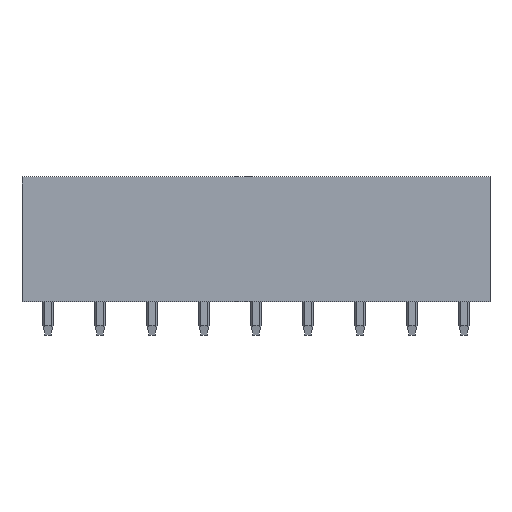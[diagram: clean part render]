
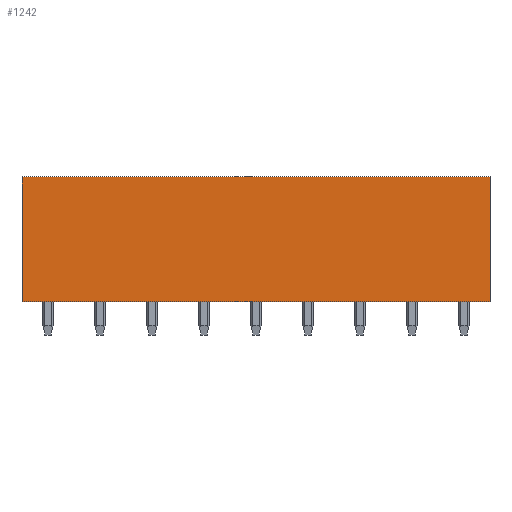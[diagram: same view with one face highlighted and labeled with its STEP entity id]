
A CAD part, front view. The second image highlights one B-rep face of the part: STEP entity #1242.
In plain terms, the highlighted planar face has unit normal (0, -1, 0).
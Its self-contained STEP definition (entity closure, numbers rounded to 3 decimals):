
#1222=AXIS2_PLACEMENT_3D('Plane Axis2P3D',#1219,#1220,#1221) ;
#820=CARTESIAN_POINT('Vertex',(45.,0.,15.2)) ;
#823=CARTESIAN_POINT('Line Origine',(45.,0.,9.2)) ;
#827=CARTESIAN_POINT('Vertex',(45.,0.,3.2)) ;
#1204=CARTESIAN_POINT('Vertex',(0.,0.,15.2)) ;
#1207=CARTESIAN_POINT('Line Origine',(22.5,0.,15.2)) ;
#1219=CARTESIAN_POINT('Axis2P3D Location',(0.,0.,3.2)) ;
#1224=CARTESIAN_POINT('Line Origine',(0.,0.,9.2)) ;
#1228=CARTESIAN_POINT('Vertex',(0.,0.,3.2)) ;
#1231=CARTESIAN_POINT('Line Origine',(22.5,0.,3.2)) ;
#824=DIRECTION('Vector Direction',(0.,0.,1.)) ;
#1208=DIRECTION('Vector Direction',(1.,0.,0.)) ;
#1220=DIRECTION('Axis2P3D Direction',(0.,1.,0.)) ;
#1221=DIRECTION('Axis2P3D XDirection',(0.,0.,1.)) ;
#1225=DIRECTION('Vector Direction',(0.,0.,1.)) ;
#1232=DIRECTION('Vector Direction',(1.,0.,0.)) ;
#825=VECTOR('Line Direction',#824,1.) ;
#1209=VECTOR('Line Direction',#1208,1.) ;
#1226=VECTOR('Line Direction',#1225,1.) ;
#1233=VECTOR('Line Direction',#1232,1.) ;
#1237=ORIENTED_EDGE('',*,*,#829,.T.) ;
#1238=ORIENTED_EDGE('',*,*,#1211,.F.) ;
#1239=ORIENTED_EDGE('',*,*,#1230,.F.) ;
#1240=ORIENTED_EDGE('',*,*,#1235,.T.) ;
#1242=ADVANCED_FACE('Housing',(#1241),#1223,.F.) ;
#829=EDGE_CURVE('',#828,#821,#826,.T.) ;
#1211=EDGE_CURVE('',#1205,#821,#1210,.T.) ;
#1230=EDGE_CURVE('',#1229,#1205,#1227,.T.) ;
#1235=EDGE_CURVE('',#1229,#828,#1234,.T.) ;
#1236=EDGE_LOOP('',(#1237,#1238,#1239,#1240)) ;
#1241=FACE_OUTER_BOUND('',#1236,.T.) ;
#826=LINE('Line',#823,#825) ;
#1210=LINE('Line',#1207,#1209) ;
#1227=LINE('Line',#1224,#1226) ;
#1234=LINE('Line',#1231,#1233) ;
#1223=PLANE('',#1222) ;
#821=VERTEX_POINT('',#820) ;
#828=VERTEX_POINT('',#827) ;
#1205=VERTEX_POINT('',#1204) ;
#1229=VERTEX_POINT('',#1228) ;
